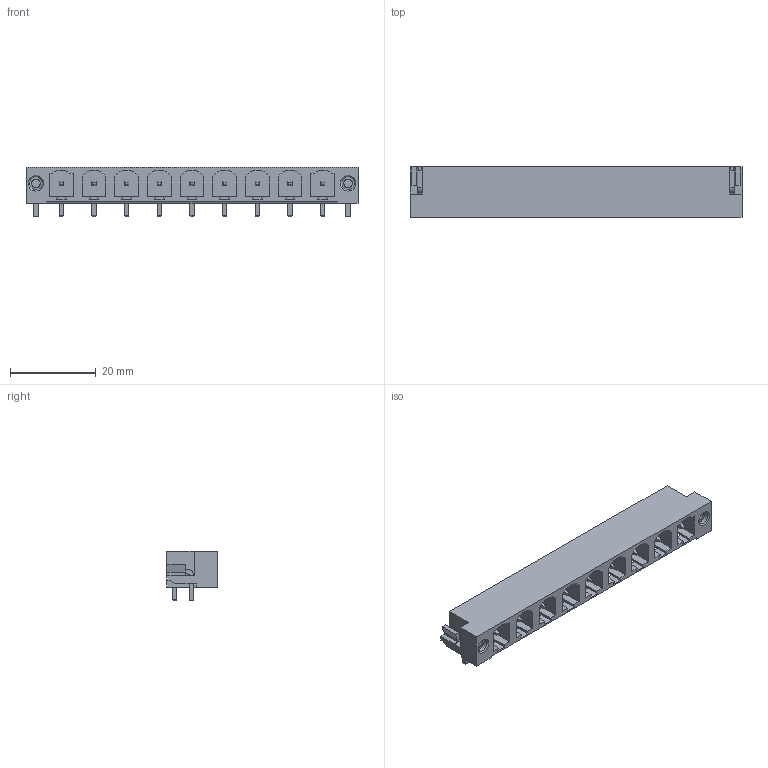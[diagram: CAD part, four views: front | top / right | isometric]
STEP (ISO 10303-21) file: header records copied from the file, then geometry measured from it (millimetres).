
FILE_DESCRIPTION(('CATIA V5 STEP Exchange','CAx-IF Rec.Pracs.--- Model Styling and Organization---1.2---2011-12-15'),'2;1');
FILE_NAME ('D1387712_1_1472440000_1472440000.stp','2018-11-15T17:14:01+00:00',('none'),('Weidmueller'),'CATIA Version 5-6 Release 2014','CATIA V5 STEP AP214','none');
FILE_SCHEMA(('AUTOMOTIVE_DESIGN { 1 0 10303 214 1 1 1 1 }'));
Length unit declared in the file: millimetre
Products named in the file (1): 1472440000
Bounding box: 77.44 x 11.75 x 11.6 mm (x, y, z)
Volume: 4660 mm3; surface area: 6420.3 mm2
Topology: 14 solids, 14 shells, 495 faces, 1321 edges, 848 vertices
Faces by surface type: plane 426, cylinder 65, cone 4
Entity records: 13378 total; most frequent: ORIENTED_EDGE 2642, CARTESIAN_POINT 2368, DIRECTION 1693, EDGE_CURVE 1249, VECTOR 1071, LINE 1071, VERTEX_POINT 776, EDGE_LOOP 533
